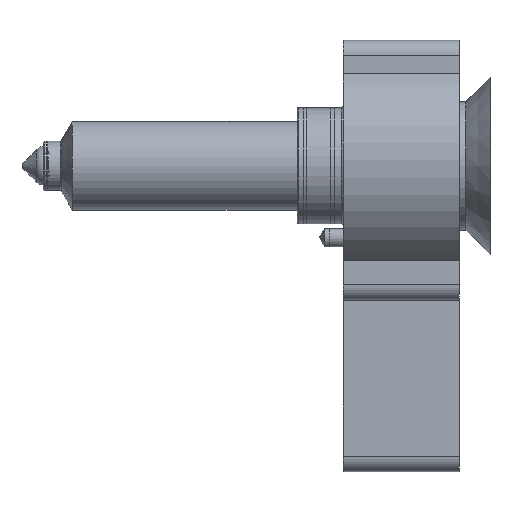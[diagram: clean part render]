
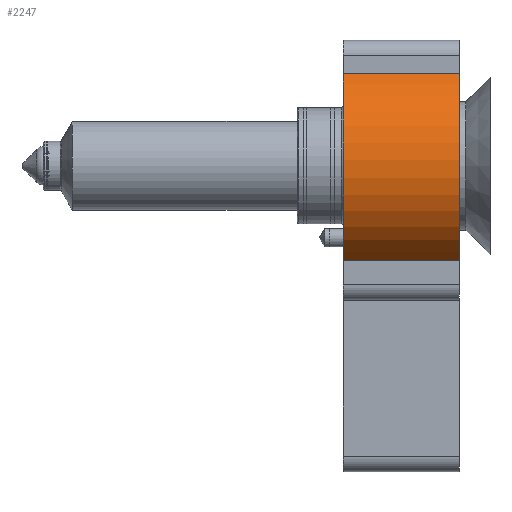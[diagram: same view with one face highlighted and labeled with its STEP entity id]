
A CAD part, top view. The second image highlights one B-rep face of the part: STEP entity #2247.
In plain terms, the highlighted cylindrical face has radius 35 mm (diameter 70 mm), a partial arc.
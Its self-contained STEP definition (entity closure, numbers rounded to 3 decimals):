
#225 = CARTESIAN_POINT ( 'NONE',  ( 0., 0., 38. ) ) ;
#465 = CYLINDRICAL_SURFACE ( 'NONE', #3586, 35. ) ;
#536 = FACE_OUTER_BOUND ( 'NONE', #3836, .T. ) ;
#673 = DIRECTION ( 'NONE',  ( 0., 0., -1. ) ) ;
#758 = DIRECTION ( 'NONE',  ( -1., 0., 0. ) ) ;
#1045 = VECTOR ( 'NONE', #5487, 1000. ) ;
#1057 = EDGE_CURVE ( 'NONE', #5763, #9501, #10127, .T. ) ;
#1248 = LINE ( 'NONE', #8576, #1045 ) ;
#1961 = LINE ( 'NONE', #12585, #2292 ) ;
#2247 = ADVANCED_FACE ( 'NONE', ( #536 ), #465, .T. ) ;
#2292 = VECTOR ( 'NONE', #12216, 1000. ) ;
#3345 = ORIENTED_EDGE ( 'NONE', *, *, #5027, .F. ) ;
#3586 = AXIS2_PLACEMENT_3D ( 'NONE', #225, #673, #758 ) ;
#3700 = DIRECTION ( 'NONE',  ( 0., 0., 1. ) ) ;
#3836 = EDGE_LOOP ( 'NONE', ( #11611, #3345, #5291, #10399 ) ) ;
#5027 = EDGE_CURVE ( 'NONE', #13333, #9501, #1961, .T. ) ;
#5291 = ORIENTED_EDGE ( 'NONE', *, *, #7048, .F. ) ;
#5487 = DIRECTION ( 'NONE',  ( 0., 0., -1. ) ) ;
#5763 = VERTEX_POINT ( 'NONE', #10983 ) ;
#6503 = AXIS2_PLACEMENT_3D ( 'NONE', #7695, #10860, #10366 ) ;
#7048 = EDGE_CURVE ( 'NONE', #8503, #13333, #10758, .T. ) ;
#7695 = CARTESIAN_POINT ( 'NONE',  ( 0., 0., 0. ) ) ;
#8503 = VERTEX_POINT ( 'NONE', #9937 ) ;
#8576 = CARTESIAN_POINT ( 'NONE',  ( 18., -30.017, 38. ) ) ;
#9501 = VERTEX_POINT ( 'NONE', #11135 ) ;
#9867 = CARTESIAN_POINT ( 'NONE',  ( 0., 0., 38. ) ) ;
#9937 = CARTESIAN_POINT ( 'NONE',  ( 18., -30.017, 38. ) ) ;
#10127 = CIRCLE ( 'NONE', #6503, 35. ) ;
#10267 = EDGE_CURVE ( 'NONE', #8503, #5763, #1248, .T. ) ;
#10366 = DIRECTION ( 'NONE',  ( 1., 0., 0. ) ) ;
#10399 = ORIENTED_EDGE ( 'NONE', *, *, #10267, .T. ) ;
#10758 = CIRCLE ( 'NONE', #11994, 35. ) ;
#10860 = DIRECTION ( 'NONE',  ( 0., 0., 1. ) ) ;
#10923 = DIRECTION ( 'NONE',  ( 1., 0., 0. ) ) ;
#10983 = CARTESIAN_POINT ( 'NONE',  ( 18., -30.017, 0. ) ) ;
#11135 = CARTESIAN_POINT ( 'NONE',  ( 16., 31.129, 0. ) ) ;
#11611 = ORIENTED_EDGE ( 'NONE', *, *, #1057, .T. ) ;
#11994 = AXIS2_PLACEMENT_3D ( 'NONE', #9867, #3700, #10923 ) ;
#12216 = DIRECTION ( 'NONE',  ( 0., 0., -1. ) ) ;
#12585 = CARTESIAN_POINT ( 'NONE',  ( 16., 31.129, 38. ) ) ;
#13189 = CARTESIAN_POINT ( 'NONE',  ( 16., 31.129, 38. ) ) ;
#13333 = VERTEX_POINT ( 'NONE', #13189 ) ;
